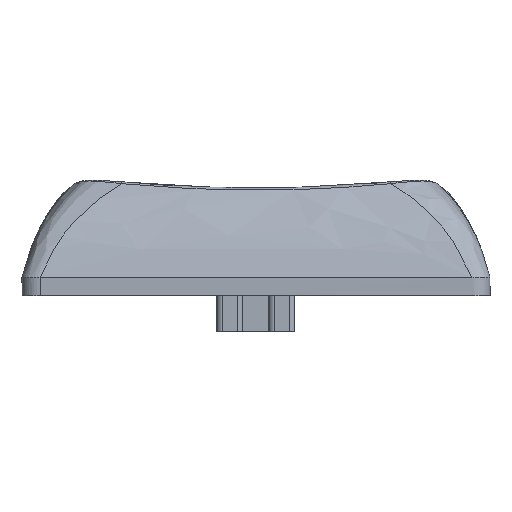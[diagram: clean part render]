
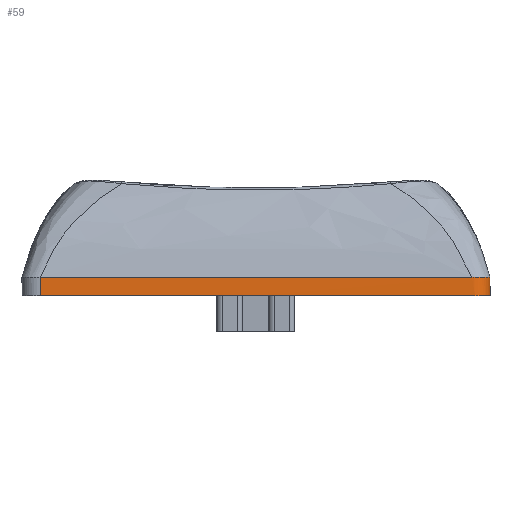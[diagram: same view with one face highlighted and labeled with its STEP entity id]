
A CAD part, left-side view. The second image highlights one B-rep face of the part: STEP entity #59.
In plain terms, the highlighted free-form (B-spline) face has degree [1, 2] with [2, 9] control points.
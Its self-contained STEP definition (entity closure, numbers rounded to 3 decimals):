
#59=ADVANCED_FACE('',(#143),#1322,.T.);
#143=FACE_OUTER_BOUND('',#229,.T.);
#229=EDGE_LOOP('',(#498,#499,#500,#501,#502,#503,#504));
#498=ORIENTED_EDGE('',*,*,#936,.T.);
#499=ORIENTED_EDGE('',*,*,#877,.T.);
#500=ORIENTED_EDGE('',*,*,#878,.T.);
#501=ORIENTED_EDGE('',*,*,#879,.T.);
#502=ORIENTED_EDGE('',*,*,#880,.T.);
#503=ORIENTED_EDGE('',*,*,#846,.F.);
#504=ORIENTED_EDGE('',*,*,#937,.F.);
#846=EDGE_CURVE('',#1242,#1243,#1106,.T.);
#877=EDGE_CURVE('',#1264,#1265,#1137,.T.);
#878=EDGE_CURVE('',#1265,#1266,#1138,.T.);
#879=EDGE_CURVE('',#1266,#1267,#1139,.T.);
#880=EDGE_CURVE('',#1267,#1243,#1140,.T.);
#936=EDGE_CURVE('',#1304,#1264,#1158,.T.);
#937=EDGE_CURVE('',#1304,#1242,#1159,.T.);
#1106=(
BOUNDED_CURVE()
B_SPLINE_CURVE(1,(#5096,#5097),.UNSPECIFIED.,.F.,.F.)
B_SPLINE_CURVE_WITH_KNOTS((2,2),(0.,0.7),.UNSPECIFIED.)
CURVE()
GEOMETRIC_REPRESENTATION_ITEM()
RATIONAL_B_SPLINE_CURVE((1.,1.))
REPRESENTATION_ITEM('')
);
#1137=(
BOUNDED_CURVE()
B_SPLINE_CURVE(2,(#5296,#5297,#5298),.UNSPECIFIED.,.F.,.F.)
B_SPLINE_CURVE_WITH_KNOTS((3,3),(40.149,41.249),
 .UNSPECIFIED.)
CURVE()
GEOMETRIC_REPRESENTATION_ITEM()
RATIONAL_B_SPLINE_CURVE((1.,0.707,1.))
REPRESENTATION_ITEM('')
);
#1138=(
BOUNDED_CURVE()
B_SPLINE_CURVE(2,(#5299,#5300,#5301),.UNSPECIFIED.,.F.,.F.)
B_SPLINE_CURVE_WITH_KNOTS((3,3),(41.249,62.599),
 .UNSPECIFIED.)
CURVE()
GEOMETRIC_REPRESENTATION_ITEM()
RATIONAL_B_SPLINE_CURVE((1.,1.,1.))
REPRESENTATION_ITEM('')
);
#1139=(
BOUNDED_CURVE()
B_SPLINE_CURVE(2,(#5302,#5303,#5304),.UNSPECIFIED.,.F.,.F.)
B_SPLINE_CURVE_WITH_KNOTS((3,3),(62.599,63.698),
 .UNSPECIFIED.)
CURVE()
GEOMETRIC_REPRESENTATION_ITEM()
RATIONAL_B_SPLINE_CURVE((1.,0.707,1.))
REPRESENTATION_ITEM('')
);
#1140=(
BOUNDED_CURVE()
B_SPLINE_CURVE(2,(#5305,#5306,#5307),.UNSPECIFIED.,.F.,.F.)
B_SPLINE_CURVE_WITH_KNOTS((3,3),(63.698,80.298),
 .UNSPECIFIED.)
CURVE()
GEOMETRIC_REPRESENTATION_ITEM()
RATIONAL_B_SPLINE_CURVE((1.,1.,1.))
REPRESENTATION_ITEM('')
);
#1158=(
BOUNDED_CURVE()
B_SPLINE_CURVE(1,(#5895,#5896),.UNSPECIFIED.,.F.,.F.)
B_SPLINE_CURVE_WITH_KNOTS((2,2),(0.,0.7),.UNSPECIFIED.)
CURVE()
GEOMETRIC_REPRESENTATION_ITEM()
RATIONAL_B_SPLINE_CURVE((1.,1.))
REPRESENTATION_ITEM('')
);
#1159=(
BOUNDED_CURVE()
B_SPLINE_CURVE(2,(#5897,#5898,#5899,#5900,#5901,#5902,#5903,#5904,#5905),
 .UNSPECIFIED.,.F.,.F.)
B_SPLINE_CURVE_WITH_KNOTS((3,2,2,2,3),(40.149,41.249,
62.599,63.698,80.298),.UNSPECIFIED.)
CURVE()
GEOMETRIC_REPRESENTATION_ITEM()
RATIONAL_B_SPLINE_CURVE((1.,0.707,1.,1.,1.,0.707,
1.,1.,1.))
REPRESENTATION_ITEM('')
);
#1242=VERTEX_POINT('',#4736);
#1243=VERTEX_POINT('',#4737);
#1264=VERTEX_POINT('',#4758);
#1265=VERTEX_POINT('',#4759);
#1266=VERTEX_POINT('',#4760);
#1267=VERTEX_POINT('',#4761);
#1304=VERTEX_POINT('',#4798);
#1322=(
BOUNDED_SURFACE()
B_SPLINE_SURFACE(1,2,((#4418,#4419,#4420,#4421,#4422,#4423,#4424,#4425,
#4426),(#4427,#4428,#4429,#4430,#4431,#4432,#4433,#4434,#4435)),
 .UNSPECIFIED.,.F.,.F.,.F.)
B_SPLINE_SURFACE_WITH_KNOTS((2,2),(3,2,2,2,3),(0.,0.7),(40.149,
41.249,62.599,63.698,80.298),
 .UNSPECIFIED.)
GEOMETRIC_REPRESENTATION_ITEM()
RATIONAL_B_SPLINE_SURFACE(((1.,0.707,1.,1.,1.,0.707,
1.,1.,1.),(1.,0.707,1.,1.,1.,0.707,1.,1.,1.)))
REPRESENTATION_ITEM('')
SURFACE()
);
#4418=CARTESIAN_POINT('',(68.25,-7.3,-0.4));
#4419=CARTESIAN_POINT('',(68.25,-8.,-0.4));
#4420=CARTESIAN_POINT('',(67.55,-8.,-0.4));
#4421=CARTESIAN_POINT('',(56.875,-8.,-0.4));
#4422=CARTESIAN_POINT('',(46.2,-8.,-0.4));
#4423=CARTESIAN_POINT('',(45.5,-8.,-0.4));
#4424=CARTESIAN_POINT('',(45.5,-7.3,-0.4));
#4425=CARTESIAN_POINT('',(45.5,1.,-0.4));
#4426=CARTESIAN_POINT('',(45.5,9.3,-0.4));
#4427=CARTESIAN_POINT('',(68.25,-7.3,0.3));
#4428=CARTESIAN_POINT('',(68.25,-8.,0.3));
#4429=CARTESIAN_POINT('',(67.55,-8.,0.3));
#4430=CARTESIAN_POINT('',(56.875,-8.,0.3));
#4431=CARTESIAN_POINT('',(46.2,-8.,0.3));
#4432=CARTESIAN_POINT('',(45.5,-8.,0.3));
#4433=CARTESIAN_POINT('',(45.5,-7.3,0.3));
#4434=CARTESIAN_POINT('',(45.5,1.,0.3));
#4435=CARTESIAN_POINT('',(45.5,9.3,0.3));
#4736=CARTESIAN_POINT('',(45.5,9.3,-0.4));
#4737=CARTESIAN_POINT('',(45.5,9.3,0.3));
#4758=CARTESIAN_POINT('',(68.25,-7.3,0.3));
#4759=CARTESIAN_POINT('',(67.55,-8.,0.3));
#4760=CARTESIAN_POINT('',(46.2,-8.,0.3));
#4761=CARTESIAN_POINT('',(45.5,-7.3,0.3));
#4798=CARTESIAN_POINT('',(68.25,-7.3,-0.4));
#5096=CARTESIAN_POINT('',(45.5,9.3,-0.4));
#5097=CARTESIAN_POINT('',(45.5,9.3,0.3));
#5296=CARTESIAN_POINT('',(68.25,-7.3,0.3));
#5297=CARTESIAN_POINT('',(68.25,-8.,0.3));
#5298=CARTESIAN_POINT('',(67.55,-8.,0.3));
#5299=CARTESIAN_POINT('',(67.55,-8.,0.3));
#5300=CARTESIAN_POINT('',(56.875,-8.,0.3));
#5301=CARTESIAN_POINT('',(46.2,-8.,0.3));
#5302=CARTESIAN_POINT('',(46.2,-8.,0.3));
#5303=CARTESIAN_POINT('',(45.5,-8.,0.3));
#5304=CARTESIAN_POINT('',(45.5,-7.3,0.3));
#5305=CARTESIAN_POINT('',(45.5,-7.3,0.3));
#5306=CARTESIAN_POINT('',(45.5,1.,0.3));
#5307=CARTESIAN_POINT('',(45.5,9.3,0.3));
#5895=CARTESIAN_POINT('',(68.25,-7.3,-0.4));
#5896=CARTESIAN_POINT('',(68.25,-7.3,0.3));
#5897=CARTESIAN_POINT('',(68.25,-7.3,-0.4));
#5898=CARTESIAN_POINT('',(68.25,-8.,-0.4));
#5899=CARTESIAN_POINT('',(67.55,-8.,-0.4));
#5900=CARTESIAN_POINT('',(56.875,-8.,-0.4));
#5901=CARTESIAN_POINT('',(46.2,-8.,-0.4));
#5902=CARTESIAN_POINT('',(45.5,-8.,-0.4));
#5903=CARTESIAN_POINT('',(45.5,-7.3,-0.4));
#5904=CARTESIAN_POINT('',(45.5,1.,-0.4));
#5905=CARTESIAN_POINT('',(45.5,9.3,-0.4));
